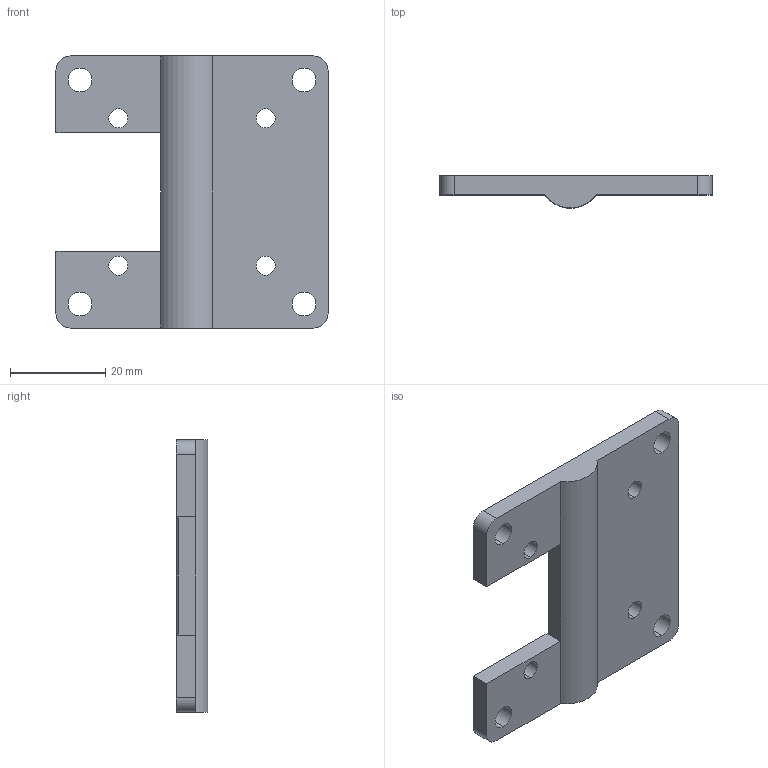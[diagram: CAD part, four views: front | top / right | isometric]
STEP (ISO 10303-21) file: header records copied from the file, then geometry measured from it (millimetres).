
FILE_DESCRIPTION (( 'STEP AP214' ), '1' );
FILE_NAME ('X axis Belt Mount 3mm.STEP', '2020-02-12T12:35:39', ( '' ), ( '' ), 'SwSTEP 2.0', 'SolidWorks 2019', '' );
FILE_SCHEMA (( 'AUTOMOTIVE_DESIGN' ));
Length unit declared in the file: millimetre
Products named in the file (1): X axis Belt Mount 3mm
Bounding box: 57.25 x 6.73 x 57.25 mm (x, y, z)
Volume: 11273 mm3; surface area: 7080.1 mm2
Topology: 1 solids, 1 shells, 81 faces, 200 edges, 132 vertices
Faces by surface type: plane 60, cylinder 21
Entity records: 2450 total; most frequent: CARTESIAN_POINT 414, DIRECTION 406, ORIENTED_EDGE 400, EDGE_CURVE 200, VECTOR 158, LINE 158, VERTEX_POINT 132, AXIS2_PLACEMENT_3D 124
